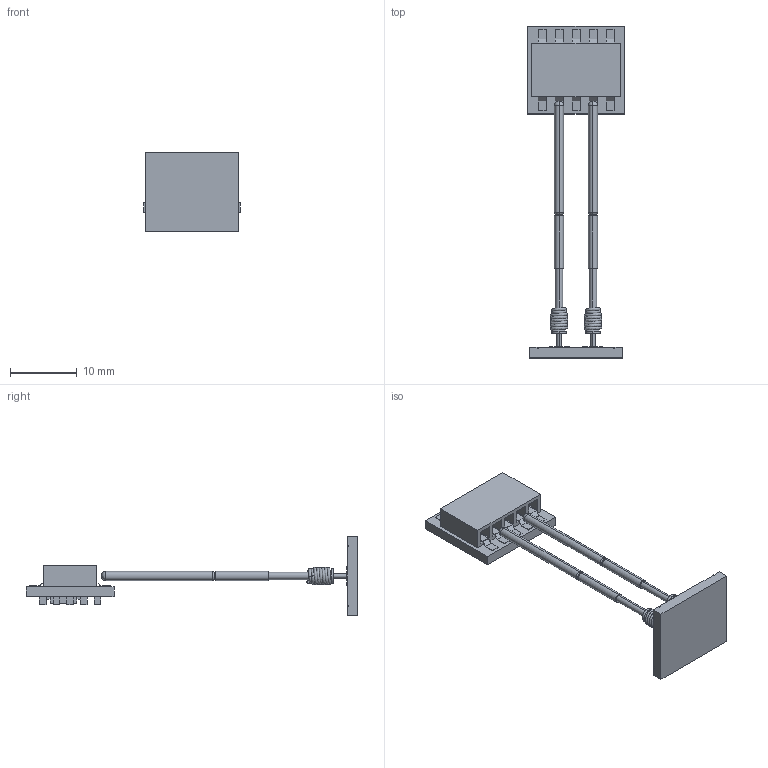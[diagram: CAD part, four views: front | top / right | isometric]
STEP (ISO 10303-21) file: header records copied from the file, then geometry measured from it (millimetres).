
FILE_DESCRIPTION (( 'STEP AP214' ), '1' );
FILE_NAME ('18748~0.STEP', '2019-03-12T08:27:55', ( '' ), ( '' ), 'SwSTEP 2.0', 'SolidWorks 2018', '' );
FILE_SCHEMA (( 'AUTOMOTIVE_DESIGN' ));
Length unit declared in the file: millimetre
Products named in the file (1): 18748~0
Bounding box: 14.5 x 49.8 x 12 mm (x, y, z)
Volume: 908.3 mm3; surface area: 1872.4 mm2
Topology: 2 solids, 2 shells, 540 faces, 1436 edges, 932 vertices
Faces by surface type: plane 361, bspline 117, cylinder 46, torus 12, cone 4
Entity records: 31922 total; most frequent: CARTESIAN_POINT 16528, ORIENTED_EDGE 2864, DIRECTION 2096, EDGE_CURVE 1432, VECTOR 1044, LINE 1044, VERTEX_POINT 932, EDGE_LOOP 614
